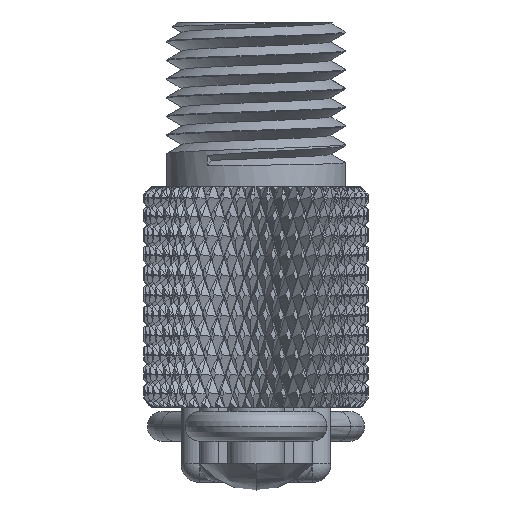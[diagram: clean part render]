
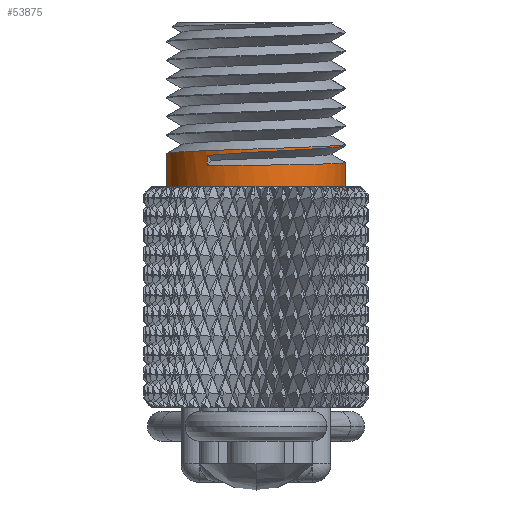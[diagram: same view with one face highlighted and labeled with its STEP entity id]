
A CAD part, front view. The second image highlights one B-rep face of the part: STEP entity #53875.
In plain terms, the highlighted cylindrical face has radius 2.4 mm (diameter 4.8 mm), a partial arc.
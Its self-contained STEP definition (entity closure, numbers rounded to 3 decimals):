
#12512=CARTESIAN_POINT('',(0.,0.,5.9));
#12513=DIRECTION('',(0.,0.,-1.));
#12514=DIRECTION('',(1.,0.,0.));
#12515=AXIS2_PLACEMENT_3D('',#12512,#12513,#12514);
#14133=CARTESIAN_POINT('',(2.4,0.,7.035));
#14134=CARTESIAN_POINT('',(2.4,-0.126,7.031));
#14135=CARTESIAN_POINT('',(2.38,-0.377,
7.023));
#14136=CARTESIAN_POINT('',(2.292,-0.745,
7.01));
#14137=CARTESIAN_POINT('',(2.147,-1.094,
6.998));
#14138=CARTESIAN_POINT('',(1.95,-1.416,
6.985));
#14139=CARTESIAN_POINT('',(1.704,-1.704,
6.973));
#14140=CARTESIAN_POINT('',(1.416,-1.95,
6.96));
#14141=CARTESIAN_POINT('',(1.094,-2.147,
6.948));
#14142=CARTESIAN_POINT('',(0.745,-2.292,
6.935));
#14143=CARTESIAN_POINT('',(0.377,-2.38,
6.923));
#14144=CARTESIAN_POINT('',(0.,-2.41,6.91));
#14145=CARTESIAN_POINT('',(-0.377,-2.38,
6.898));
#14146=CARTESIAN_POINT('',(-0.745,-2.292,
6.885));
#14147=CARTESIAN_POINT('',(-1.094,-2.147,
6.873));
#14148=CARTESIAN_POINT('',(-1.416,-1.95,
6.86));
#14149=CARTESIAN_POINT('',(-1.704,-1.704,
6.848));
#14150=CARTESIAN_POINT('',(-1.95,-1.416,
6.835));
#14151=CARTESIAN_POINT('',(-2.147,-1.094,
6.823));
#14152=CARTESIAN_POINT('',(-2.292,-0.745,
6.81));
#14153=CARTESIAN_POINT('',(-2.38,-0.377,
6.798));
#14154=CARTESIAN_POINT('',(-2.4,-0.126,6.789));
#14155=CARTESIAN_POINT('',(-2.4,0.,6.785));
#14157=DIRECTION('',(0.,0.,-1.));
#14158=VECTOR('',#14157,0.033);
#14159=CARTESIAN_POINT('',(2.4,0.,7.035));
#14160=LINE('',#14159,#14158);
#14161=CARTESIAN_POINT('',(-1.307,-2.013,
6.734));
#14162=CARTESIAN_POINT('',(-1.205,-2.079,
6.744));
#14163=CARTESIAN_POINT('',(-0.99,-2.196,
6.762));
#14164=CARTESIAN_POINT('',(-0.647,-2.321,
6.786));
#14165=CARTESIAN_POINT('',(-0.285,-2.393,
6.808));
#14166=CARTESIAN_POINT('',(0.086,-2.408,
6.829));
#14167=CARTESIAN_POINT('',(0.449,-2.367,
6.849));
#14168=CARTESIAN_POINT('',(0.802,-2.272,
6.868));
#14169=CARTESIAN_POINT('',(1.14,-2.123,
6.887));
#14170=CARTESIAN_POINT('',(1.454,-1.922,
6.905));
#14171=CARTESIAN_POINT('',(1.731,-1.675,
6.922));
#14172=CARTESIAN_POINT('',(1.964,-1.396,
6.939));
#14173=CARTESIAN_POINT('',(2.154,-1.079,
6.955));
#14174=CARTESIAN_POINT('',(2.296,-0.732,
6.971));
#14175=CARTESIAN_POINT('',(2.381,-0.367,
6.987));
#14176=CARTESIAN_POINT('',(2.4,-0.122,6.997));
#14177=CARTESIAN_POINT('',(2.4,0.,7.002));
#14179=DIRECTION('',(0.,0.,1.));
#14180=VECTOR('',#14179,0.261);
#14181=CARTESIAN_POINT('',(-1.307,-2.013,
6.474));
#14182=LINE('',#14181,#14180);
#14183=CARTESIAN_POINT('',(2.4,0.,6.548));
#14184=CARTESIAN_POINT('',(2.4,-0.122,6.545));
#14185=CARTESIAN_POINT('',(2.381,-0.367,
6.539));
#14186=CARTESIAN_POINT('',(2.296,-0.733,
6.53));
#14187=CARTESIAN_POINT('',(2.154,-1.08,
6.521));
#14188=CARTESIAN_POINT('',(1.963,-1.396,
6.513));
#14189=CARTESIAN_POINT('',(1.731,-1.676,
6.505));
#14190=CARTESIAN_POINT('',(1.453,-1.922,
6.498));
#14191=CARTESIAN_POINT('',(1.139,-2.123,
6.492));
#14192=CARTESIAN_POINT('',(0.801,-2.272,
6.486));
#14193=CARTESIAN_POINT('',(0.449,-2.367,
6.481));
#14194=CARTESIAN_POINT('',(0.085,-2.408,
6.476));
#14195=CARTESIAN_POINT('',(-0.285,-2.393,
6.473));
#14196=CARTESIAN_POINT('',(-0.647,-2.321,
6.471));
#14197=CARTESIAN_POINT('',(-0.991,-2.196,
6.471));
#14198=CARTESIAN_POINT('',(-1.205,-2.079,
6.472));
#14199=CARTESIAN_POINT('',(-1.307,-2.013,
6.474));
#14201=DIRECTION('',(0.,0.,-1.));
#14202=VECTOR('',#14201,0.648);
#14203=CARTESIAN_POINT('',(2.4,0.,6.548));
#14204=LINE('',#14203,#14202);
#14692=DIRECTION('',(0.,0.,-1.));
#14693=VECTOR('',#14692,0.885);
#14694=CARTESIAN_POINT('',(-2.4,0.,6.785));
#14695=LINE('',#14694,#14693);
#37248=CARTESIAN_POINT('',(2.4,0.,5.9));
#37249=CARTESIAN_POINT('',(-2.4,0.,5.9));
#37250=VERTEX_POINT('',#37248);
#37251=VERTEX_POINT('',#37249);
#37280=VERTEX_POINT('',#14133);
#37281=VERTEX_POINT('',#14155);
#37284=VERTEX_POINT('',#14161);
#37285=VERTEX_POINT('',#14177);
#37286=VERTEX_POINT('',#14183);
#37287=VERTEX_POINT('',#14199);
#53853=CARTESIAN_POINT('',(0.,0.,10.3));
#53854=DIRECTION('',(0.,0.,1.));
#53855=DIRECTION('',(1.,0.,0.));
#53856=AXIS2_PLACEMENT_3D('',#53853,#53854,#53855);
#53857=CYLINDRICAL_SURFACE('',#53856,2.4);
#53859=ORIENTED_EDGE('',*,*,#53858,.F.);
#53861=ORIENTED_EDGE('',*,*,#53860,.T.);
#53863=ORIENTED_EDGE('',*,*,#53862,.F.);
#53865=ORIENTED_EDGE('',*,*,#53864,.F.);
#53867=ORIENTED_EDGE('',*,*,#53866,.F.);
#53869=ORIENTED_EDGE('',*,*,#53868,.T.);
#53870=ORIENTED_EDGE('',*,*,#53762,.T.);
#53872=ORIENTED_EDGE('',*,*,#53871,.F.);
#53873=EDGE_LOOP('',(#53859,#53861,#53863,#53865,#53867,#53869,#53870,#53872));
#53874=FACE_OUTER_BOUND('',#53873,.F.);
#12516=CIRCLE('',#12515,2.4);
#14156=B_SPLINE_CURVE_WITH_KNOTS('',3,(#14133,#14134,#14135,#14136,#14137,
#14138,#14139,#14140,#14141,#14142,#14143,#14144,#14145,#14146,#14147,#14148,
#14149,#14150,#14151,#14152,#14153,#14154,#14155),.UNSPECIFIED.,.F.,.F.,(4,1,1,
1,1,1,1,1,1,1,1,1,1,1,1,1,1,1,1,1,4),(0.,0.05,0.1,0.15,0.2,0.25,
0.3,0.35,0.4,0.45,0.5,0.55,0.6,0.65,0.7,0.75,0.8,0.85,
0.9,0.95,1.),.UNSPECIFIED.);
#14178=B_SPLINE_CURVE_WITH_KNOTS('',3,(#14161,#14162,#14163,#14164,#14165,
#14166,#14167,#14168,#14169,#14170,#14171,#14172,#14173,#14174,#14175,#14176,
#14177),.UNSPECIFIED.,.F.,.F.,(4,1,1,1,1,1,1,1,1,1,1,1,1,1,4),(0.,
0.071,0.143,0.214,0.286,
0.357,0.429,0.5,0.571,0.643,
0.714,0.786,0.857,0.929,1.),
.UNSPECIFIED.);
#14200=B_SPLINE_CURVE_WITH_KNOTS('',3,(#14183,#14184,#14185,#14186,#14187,
#14188,#14189,#14190,#14191,#14192,#14193,#14194,#14195,#14196,#14197,#14198,
#14199),.UNSPECIFIED.,.F.,.F.,(4,1,1,1,1,1,1,1,1,1,1,1,1,1,4),(0.,
0.071,0.143,0.214,0.286,
0.357,0.429,0.5,0.571,0.643,
0.714,0.786,0.857,0.929,1.),
.UNSPECIFIED.);
#53762=EDGE_CURVE('',#37250,#37251,#12516,.T.);
#53858=EDGE_CURVE('',#37280,#37281,#14156,.T.);
#53860=EDGE_CURVE('',#37280,#37285,#14160,.T.);
#53862=EDGE_CURVE('',#37284,#37285,#14178,.T.);
#53864=EDGE_CURVE('',#37287,#37284,#14182,.T.);
#53866=EDGE_CURVE('',#37286,#37287,#14200,.T.);
#53868=EDGE_CURVE('',#37286,#37250,#14204,.T.);
#53871=EDGE_CURVE('',#37281,#37251,#14695,.T.);
#53875=ADVANCED_FACE('',(#53874),#53857,.T.);
